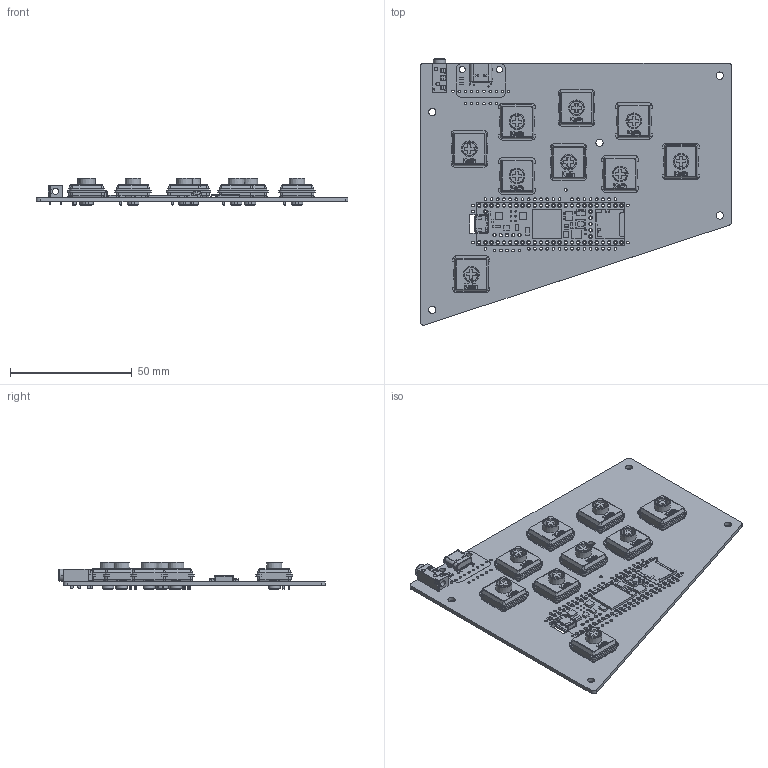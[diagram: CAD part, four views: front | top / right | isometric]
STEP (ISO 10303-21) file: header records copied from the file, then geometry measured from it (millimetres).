
FILE_DESCRIPTION(('KiCad electronic assembly'),'2;1');
FILE_NAME('LLv2_R.step','2024-05-28T15:19:38',('Pcbnew'),('Kicad'), 'Open CASCADE STEP processor 7.7','KiCad to STEP converter','Unknown' );
FILE_SCHEMA(('AUTOMOTIVE_DESIGN { 1 0 10303 214 1 1 1 1 }'));
Length unit declared in the file: millimetre
Products named in the file (10): LLv2_R 1; Kailh Choc V2 LofreeFlow; Kailh Choc V2 LofreeFlow v1; PJ320A; TEENSY_4.1; TEENSY 4.1; 4090 USB C Breakout; PCB Component; LLv2_R_PCB
Assembly tree (17 placements, depth 3):
  LLv2_R 1
    Kailh Choc V2 LofreeFlow  x9
      Kailh Choc V2 LofreeFlow v1
    PJ320A
      PJ320A
    TEENSY_4.1
      TEENSY 4.1
    4090 USB C Breakout
      PCB Component
    LLv2_R_PCB
Bounding box: 128 x 109.34 x 11.4 mm (x, y, z)
Volume: 27061.4 mm3; surface area: 35249.7 mm2
Topology: 64 solids, 64 shells, 2954 faces, 7705 edges, 5105 vertices
Faces by surface type: plane 1930, cylinder 691, bspline 159, cone 141, sphere 17, torus 12, revolution 4
Full cylindrical faces by diameter (mm): 0.483 x4, 0.5 x2, 0.65 x2, 1 x16, 1.1 x2, 1.11 x48, 1.2 x22, 2.5 x2, 3 x5, 4.8 x9, 5.05 x9
Entity records: 53313 total; most frequent: CARTESIAN_POINT 9937, DIRECTION 8517, ORIENTED_EDGE 8248, EDGE_CURVE 4124, AXIS2_PLACEMENT_3D 2927, VERTEX_POINT 2809, LINE 2659, VECTOR 2659
